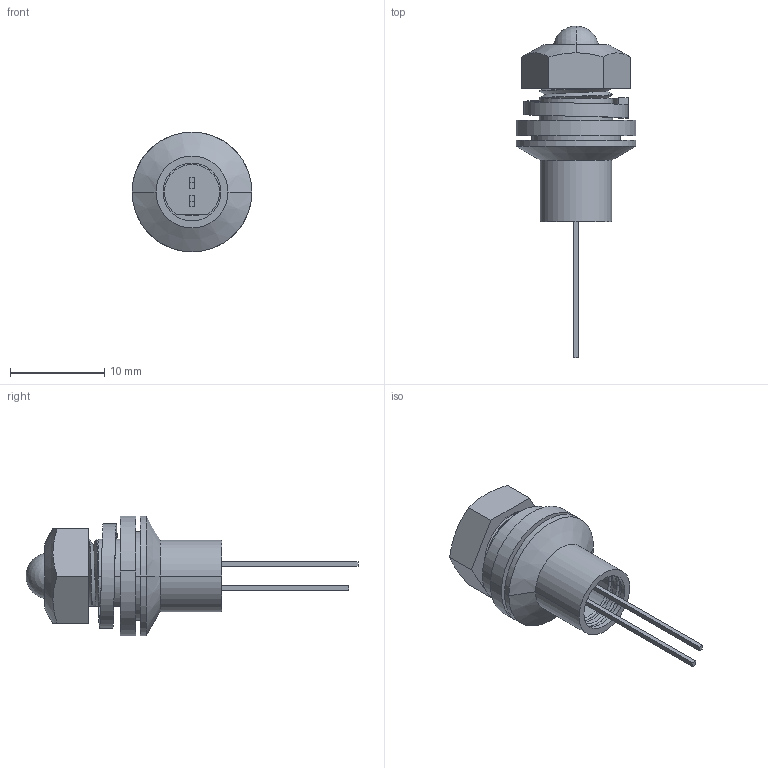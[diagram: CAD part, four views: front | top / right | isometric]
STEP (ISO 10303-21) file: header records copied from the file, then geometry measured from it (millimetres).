
FILE_DESCRIPTION (( 'STEP AP214' ), '1' );
FILE_NAME ('CRM-1.STEP', '2019-04-30T21:56:38', ( 'user' ), ( 'Microsoft' ), 'SwSTEP 2.0', 'SolidWorks 2018', '' );
FILE_SCHEMA (( 'AUTOMOTIVE_DESIGN' ));
Length unit declared in the file: foot
Products named in the file (7): 21030-5MM LED; 21365-005_SPLIT LOCK WASHER_21365-005_SPLIT LOCK WASHER; 21365-004_TETRASEAL GASKET; 21366-000_REAR MOUNT NUT; 21363-000_CRM HOUSING; 21365-003_O-RING_D‚faut; CRM-1
Assembly tree (6 placements, depth 2):
  CRM-1
    21365-003_O-RING_D‚faut
    21363-000_CRM HOUSING
    21366-000_REAR MOUNT NUT
    21365-004_TETRASEAL GASKET
    21365-005_SPLIT LOCK WASHER_21365-005_SPLIT LOCK WASHER
    21030-5MM LED
Bounding box: 12.7 x 35.21 x 12.7 mm (x, y, z)
Volume: 905.6 mm3; surface area: 2160.7 mm2
Topology: 6 solids, 6 shells, 144 faces, 363 edges, 237 vertices
Faces by surface type: cylinder 67, plane 45, bspline 18, torus 8, cone 4, sphere 2
Entity records: 9274 total; most frequent: CARTESIAN_POINT 5653, ORIENTED_EDGE 722, DIRECTION 608, EDGE_CURVE 361, VERTEX_POINT 237, AXIS2_PLACEMENT_3D 231, EDGE_LOOP 160, VECTOR 146
